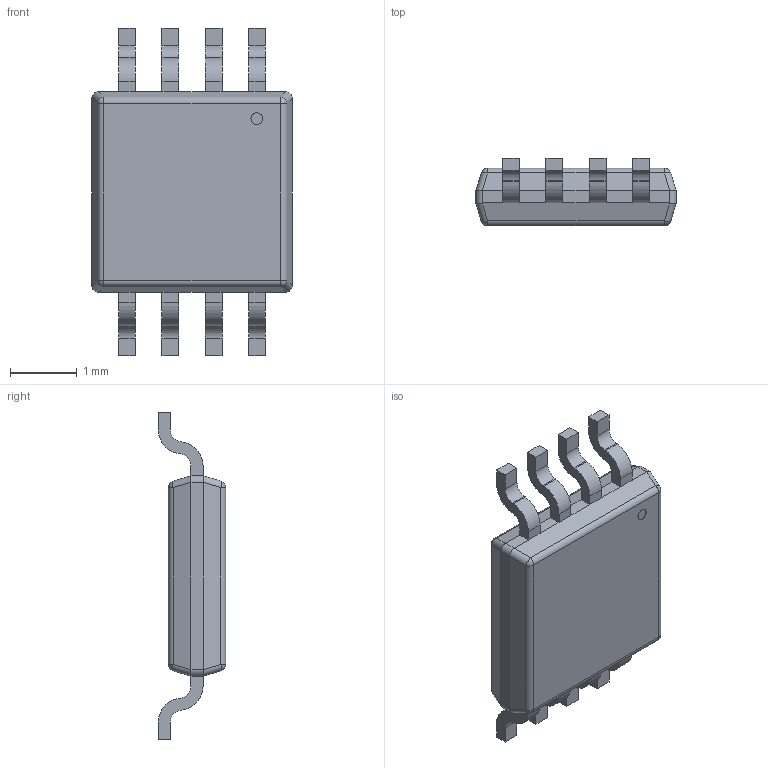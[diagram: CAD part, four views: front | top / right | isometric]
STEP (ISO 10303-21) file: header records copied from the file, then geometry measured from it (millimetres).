
FILE_DESCRIPTION (( 'STEP AP214' ), '1' );
FILE_NAME ('ADP3623ARHZ-RL.STEP', '2022-07-15T10:57:24', ( '' ), ( '' ), 'SwSTEP 2.0', 'SolidWorks 2018', '' );
FILE_SCHEMA (( 'AUTOMOTIVE_DESIGN' ));
Length unit declared in the file: millimetre
Products named in the file (1): ADP3623ARHZ-RL
Bounding box: 3 x 1.01 x 4.9 mm (x, y, z)
Volume: 7.7 mm3; surface area: 42.3 mm2
Topology: 2 solids, 2 shells, 232 faces, 630 edges, 396 vertices
Faces by surface type: plane 154, cylinder 70, sphere 8
Entity records: 9737 total; most frequent: CARTESIAN_POINT 1323, ORIENTED_EDGE 1244, DIRECTION 1188, EDGE_CURVE 622, LINE 474, VECTOR 474, VERTEX_POINT 396, AXIS2_PLACEMENT_3D 357
